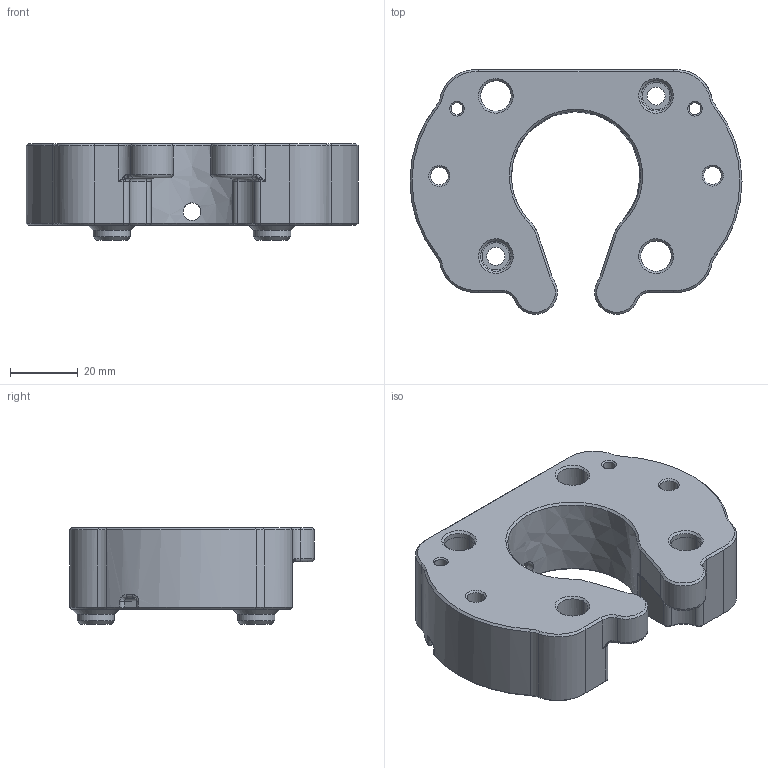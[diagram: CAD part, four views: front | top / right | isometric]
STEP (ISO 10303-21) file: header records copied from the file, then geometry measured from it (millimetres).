
FILE_DESCRIPTION(/* description */ (''),/* implementation_level */ '2;1');
FILE_NAME(/* name */ 'OSSM Middle.step',/* time_stamp */ '2021-06-29T23:33:07-04:00',/* author */ (''),/* organization */ (''),/* preprocessor_version */ 'ST-DEVELOPER v18.1',/* originating_system */ 'Autodesk Translation Framework v10.9.0.1377',/* authorisation */ '');
FILE_SCHEMA (('AUTOMOTIVE_DESIGN { 1 0 10303 214 3 1 1 }'));
Length unit declared in the file: millimetre
Products named in the file (1): OSSM Middle
Bounding box: 97.67 x 72 x 28.4 mm (x, y, z)
Volume: 92447.3 mm3; surface area: 23131.1 mm2
Topology: 1 solids, 1 shells, 485 faces, 1241 edges, 776 vertices
Faces by surface type: plane 207, bspline 187, cylinder 42, cone 32, torus 17
Full cylindrical faces by diameter (mm): 3.5 x2, 5.2 x4, 5.3 x2, 8.8 x2, 11 x2
Entity records: 18341 total; most frequent: CARTESIAN_POINT 7743, ORIENTED_EDGE 2474, DIRECTION 1639, EDGE_CURVE 1237, VERTEX_POINT 776, LINE 709, VECTOR 709, EDGE_LOOP 527
